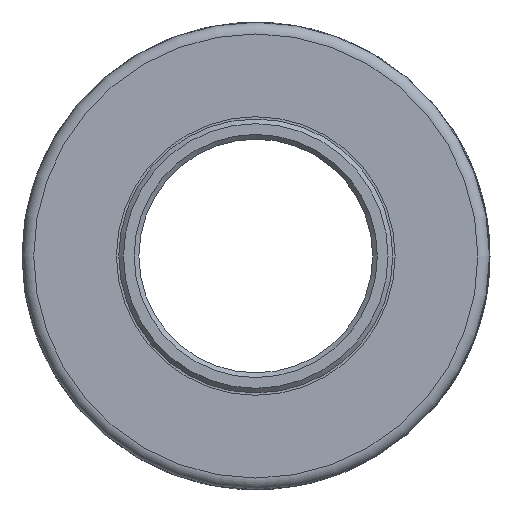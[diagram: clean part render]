
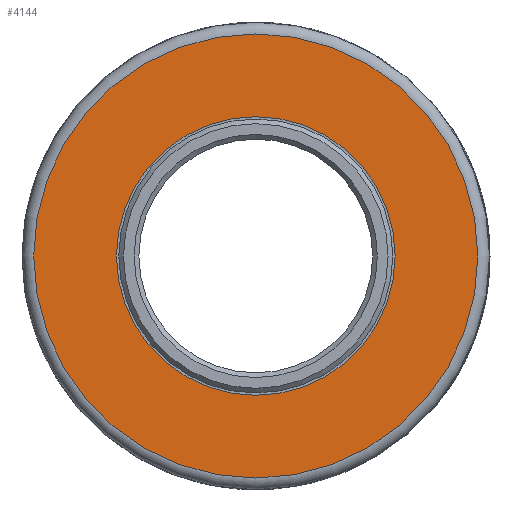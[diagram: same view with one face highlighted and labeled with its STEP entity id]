
A CAD part, front view. The second image highlights one B-rep face of the part: STEP entity #4144.
In plain terms, the highlighted planar face has unit normal (0, -1, 0).
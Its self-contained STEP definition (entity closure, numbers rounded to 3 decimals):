
#61=FACE_BOUND($,#1291,.T.);
#62=FACE_BOUND($,#1292,.T.);
#186=PLANE($,#4490);
#1291=EDGE_LOOP($,(#3846));
#1292=EDGE_LOOP($,(#3847));
#1412=CIRCLE($,#4489,47.5);
#1413=CIRCLE($,#4491,29.8);
#2041=VERTEX_POINT($,#9186);
#2042=VERTEX_POINT($,#9189);
#2644=EDGE_CURVE($,#2041,#2041,#1412,.T.);
#2645=EDGE_CURVE($,#2042,#2042,#1413,.T.);
#3846=ORIENTED_EDGE($,*,*,#2645,.T.);
#3847=ORIENTED_EDGE($,*,*,#2644,.F.);
#4144=ADVANCED_FACE($,(#61,#62),#186,.T.);
#4489=AXIS2_PLACEMENT_3D($,#9187,#5438,#5439);
#4490=AXIS2_PLACEMENT_3D($,#9188,#5440,#5441);
#4491=AXIS2_PLACEMENT_3D($,#9190,#5442,#5443);
#5438=DIRECTION('center_axis',(0.,1.,0.));
#5439=DIRECTION('ref_axis',(1.,0.,0.));
#5440=DIRECTION('center_axis',(0.,-1.,0.));
#5441=DIRECTION('ref_axis',(0.,0.,-1.));
#5442=DIRECTION('center_axis',(0.,1.,0.));
#5443=DIRECTION('ref_axis',(-1.,0.,0.));
#9186=CARTESIAN_POINT('',(-47.5,-5.864,0.));
#9187=CARTESIAN_POINT('Origin',(0.,-5.864,
0.));
#9188=CARTESIAN_POINT('Origin',(-39.9,-5.864,0.));
#9189=CARTESIAN_POINT('',(-29.8,-5.864,0.));
#9190=CARTESIAN_POINT('Origin',(0.,-5.864,
0.));
